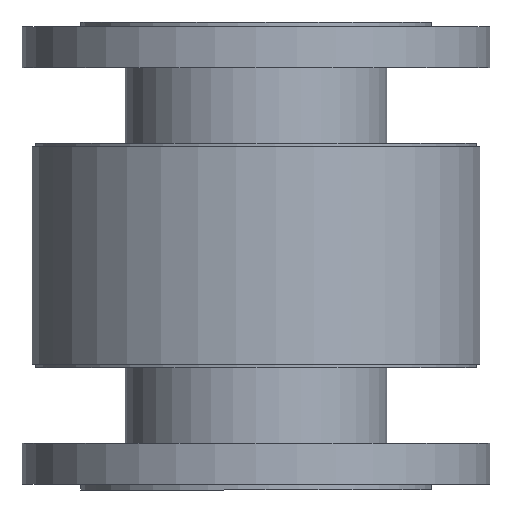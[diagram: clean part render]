
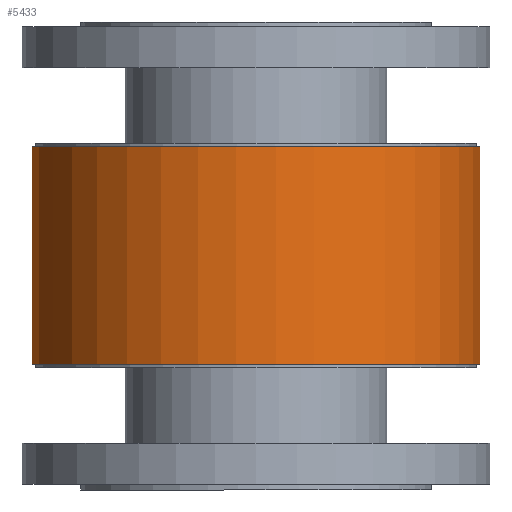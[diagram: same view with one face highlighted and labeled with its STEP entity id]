
A CAD part, front view. The second image highlights one B-rep face of the part: STEP entity #5433.
In plain terms, the highlighted cylindrical face has radius 120 mm (diameter 240 mm), a partial arc.
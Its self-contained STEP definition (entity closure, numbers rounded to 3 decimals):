
#454=LINE('',#9266,#739);
#455=LINE('',#9269,#740);
#739=VECTOR('',#7145,10.);
#740=VECTOR('',#7148,10.);
#892=CYLINDRICAL_SURFACE('',#5957,120.);
#1179=FACE_OUTER_BOUND('',#1566,.T.);
#1566=EDGE_LOOP('',(#4095,#4096,#4097,#4098));
#1887=CIRCLE('',#5956,120.);
#1888=CIRCLE('',#5958,120.);
#2309=VERTEX_POINT('',#9260);
#2310=VERTEX_POINT('',#9261);
#2311=VERTEX_POINT('',#9265);
#2312=VERTEX_POINT('',#9267);
#2932=EDGE_CURVE('',#2310,#2309,#1887,.T.);
#2933=EDGE_CURVE('',#2311,#2310,#454,.T.);
#2934=EDGE_CURVE('',#2312,#2311,#1888,.T.);
#2935=EDGE_CURVE('',#2309,#2312,#455,.T.);
#4095=ORIENTED_EDGE('',*,*,#2933,.F.);
#4096=ORIENTED_EDGE('',*,*,#2934,.F.);
#4097=ORIENTED_EDGE('',*,*,#2935,.F.);
#4098=ORIENTED_EDGE('',*,*,#2932,.F.);
#5433=ADVANCED_FACE('',(#1179),#892,.T.);
#5956=AXIS2_PLACEMENT_3D('',#9263,#7141,#7142);
#5957=AXIS2_PLACEMENT_3D('',#9264,#7143,#7144);
#5958=AXIS2_PLACEMENT_3D('',#9268,#7146,#7147);
#7141=DIRECTION('center_axis',(0.,0.,-1.));
#7142=DIRECTION('ref_axis',(-0.577,0.817,0.));
#7143=DIRECTION('center_axis',(0.,0.,1.));
#7144=DIRECTION('ref_axis',(0.,-1.,0.));
#7145=DIRECTION('',(0.,0.,-1.));
#7146=DIRECTION('center_axis',(0.,0.,1.));
#7147=DIRECTION('ref_axis',(-0.577,0.817,0.));
#7148=DIRECTION('',(0.,0.,1.));
#9260=CARTESIAN_POINT('',(-87.216,101.971,-58.));
#9261=CARTESIAN_POINT('',(51.29,101.971,-58.));
#9263=CARTESIAN_POINT('Origin',(-17.963,3.971,-58.));
#9264=CARTESIAN_POINT('Origin',(-17.963,3.971,0.));
#9265=CARTESIAN_POINT('',(51.29,101.971,58.));
#9266=CARTESIAN_POINT('',(51.29,101.971,0.));
#9267=CARTESIAN_POINT('',(-87.216,101.971,58.));
#9268=CARTESIAN_POINT('Origin',(-17.963,3.971,58.));
#9269=CARTESIAN_POINT('',(-87.216,101.971,0.));
